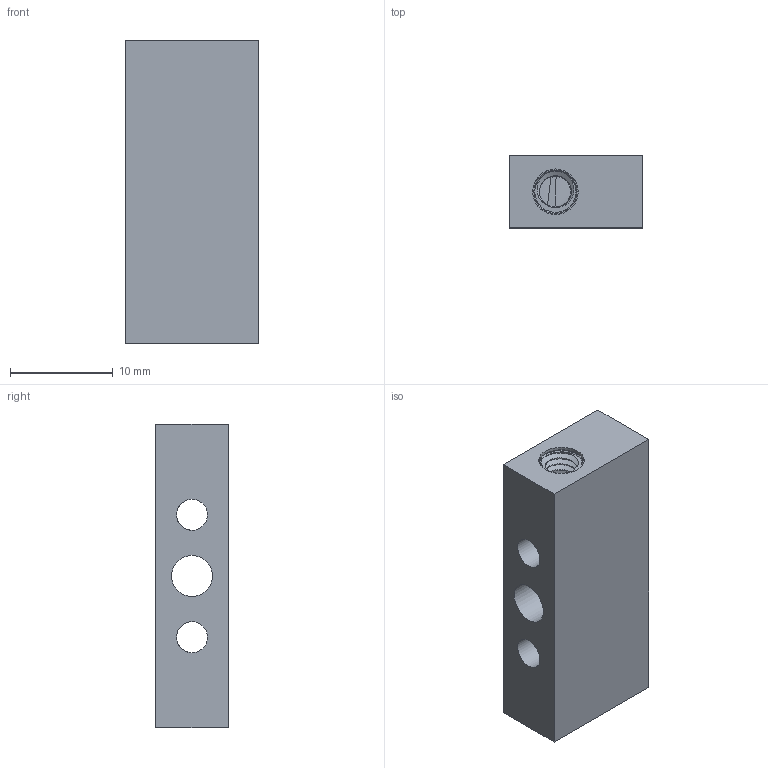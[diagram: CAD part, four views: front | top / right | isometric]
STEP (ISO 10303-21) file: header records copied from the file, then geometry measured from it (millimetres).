
FILE_DESCRIPTION(/* description */ (''),/* implementation_level */ '2;1');
FILE_NAME(/* name */ 'translationalstage_beam1_mk1.stp',/* time_stamp */ '2024-10-03T10:49:31+02:00',/* author */ ('Rik'),/* organization */ (''),/* preprocessor_version */ 'ST-DEVELOPER v19.2',/* originating_system */ 'Autodesk Inventor 2024',/* authorisation */ '');
FILE_SCHEMA (('AUTOMOTIVE_DESIGN { 1 0 10303 214 3 1 1 }'));
Length unit declared in the file: millimetre
Products named in the file (1): translationalstages_beam1_mk1
Bounding box: 13 x 7 x 29.5 mm (x, y, z)
Volume: 2209.7 mm3; surface area: 1876.7 mm2
Topology: 1 solids, 1 shells, 99 faces, 253 edges, 166 vertices
Faces by surface type: cylinder 45, bspline 32, plane 16, cone 6
Full cylindrical faces by diameter (mm): 3 x6, 3.02 x2, 3.097 x6, 4 x7, 4.42 x2
Entity records: 17841 total; most frequent: CARTESIAN_POINT 15646, ORIENTED_EDGE 506, DIRECTION 295, EDGE_CURVE 253, VERTEX_POINT 166, B_SPLINE_CURVE_WITH_KNOTS 142, AXIS2_PLACEMENT_3D 124, EDGE_LOOP 119
